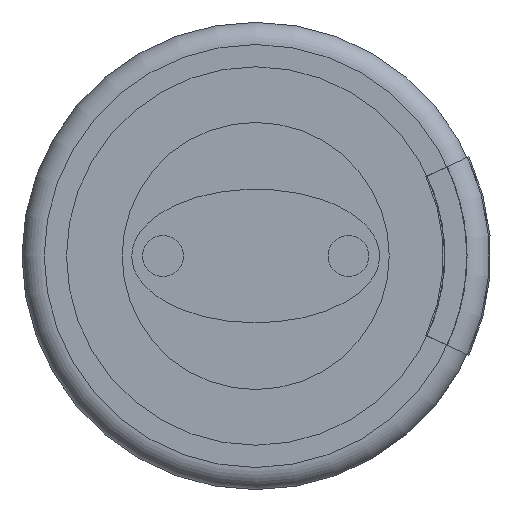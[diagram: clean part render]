
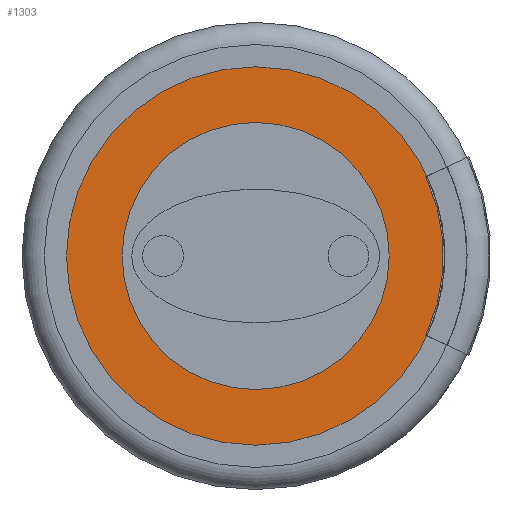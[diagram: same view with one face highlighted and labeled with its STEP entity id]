
A CAD part, front view. The second image highlights one B-rep face of the part: STEP entity #1303.
In plain terms, the highlighted planar face has unit normal (0, -1, 0).
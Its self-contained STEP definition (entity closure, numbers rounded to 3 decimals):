
#1276=CARTESIAN_POINT('',(0.,0.6,0.));
#1277=DIRECTION('',(0.,1.,0.));
#1278=DIRECTION('',(1.,0.,0.));
#1279=AXIS2_PLACEMENT_3D('',#1276,#1277,#1278);
#1280=PLANE('',#1279);
#1281=CARTESIAN_POINT('',(-2.55,0.6,0.));
#1282=VERTEX_POINT('',#1281);
#1283=CARTESIAN_POINT('',(0.,0.6,0.));
#1284=DIRECTION('',(0.,1.,0.));
#1285=DIRECTION('',(-1.,0.,0.));
#1286=AXIS2_PLACEMENT_3D('',#1283,#1284,#1285);
#1287=CIRCLE('',#1286,2.55);
#1288=EDGE_CURVE('',#1282,#1282,#1287,.T.);
#1289=ORIENTED_EDGE('',*,*,#1288,.F.);
#1290=EDGE_LOOP('',(#1289));
#1291=FACE_BOUND('',#1290,.T.);
#1292=CARTESIAN_POINT('',(-1.8,0.6,0.));
#1293=VERTEX_POINT('',#1292);
#1294=CARTESIAN_POINT('',(0.,0.6,0.));
#1295=DIRECTION('',(0.,-1.,0.));
#1296=DIRECTION('',(-1.,0.,0.));
#1297=AXIS2_PLACEMENT_3D('',#1294,#1295,#1296);
#1298=CIRCLE('',#1297,1.8);
#1299=EDGE_CURVE('',#1293,#1293,#1298,.T.);
#1300=ORIENTED_EDGE('',*,*,#1299,.F.);
#1301=EDGE_LOOP('',(#1300));
#1302=FACE_BOUND('',#1301,.T.);
#1303=ADVANCED_FACE('',(#1291,#1302),#1280,.F.);
